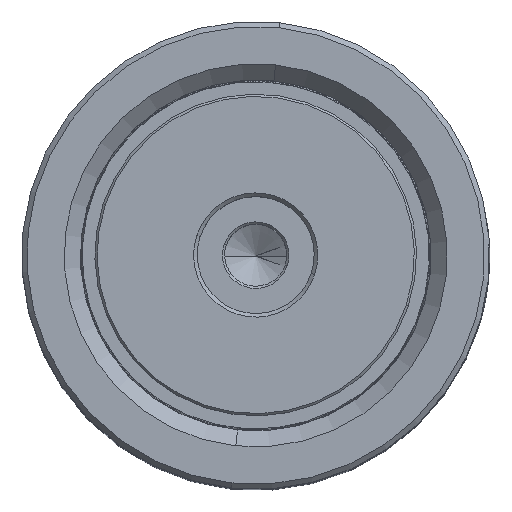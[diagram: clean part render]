
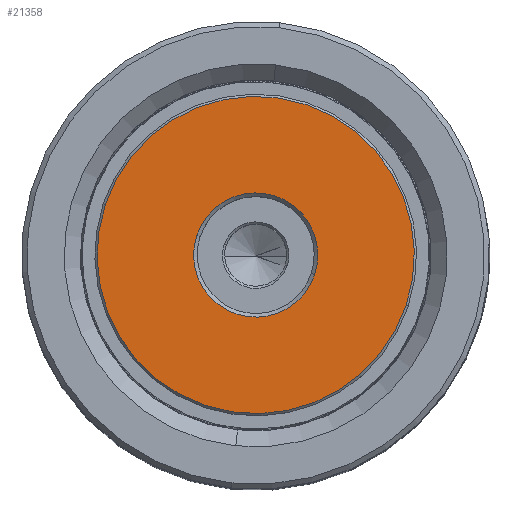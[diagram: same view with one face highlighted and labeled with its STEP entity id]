
A CAD part, top view. The second image highlights one B-rep face of the part: STEP entity #21358.
In plain terms, the highlighted face is planar.
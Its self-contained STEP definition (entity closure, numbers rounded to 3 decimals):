
#316 = AXIS2_PLACEMENT_3D ( 'NONE', #23108, #51020, #41249 ) ;
#587 = DIRECTION ( 'NONE',  ( 1., 0., 0. ) ) ;
#1394 = CIRCLE ( 'NONE', #42517, 21.7 ) ;
#4377 = VERTEX_POINT ( 'NONE', #45734 ) ;
#7637 = VERTEX_POINT ( 'NONE', #56894 ) ;
#9158 = ORIENTED_EDGE ( 'NONE', *, *, #39672, .T. ) ;
#9957 = AXIS2_PLACEMENT_3D ( 'NONE', #35084, #39469, #30753 ) ;
#10023 = CARTESIAN_POINT ( 'NONE',  ( 0., 0., 0. ) ) ;
#10257 = EDGE_CURVE ( 'NONE', #7637, #4377, #1394, .T. ) ;
#10430 = FACE_BOUND ( 'NONE', #25631, .T. ) ;
#12645 = ORIENTED_EDGE ( 'NONE', *, *, #28133, .T. ) ;
#13239 = CARTESIAN_POINT ( 'NONE',  ( -8.5, 0., 0. ) ) ;
#13691 = AXIS2_PLACEMENT_3D ( 'NONE', #16008, #25619, #43932 ) ;
#15695 = CIRCLE ( 'NONE', #33750, 8.5 ) ;
#15717 = CIRCLE ( 'NONE', #316, 21.7 ) ;
#16008 = CARTESIAN_POINT ( 'NONE',  ( 0., 0., 0. ) ) ;
#17354 = CIRCLE ( 'NONE', #9957, 8.5 ) ;
#18384 = VERTEX_POINT ( 'NONE', #13239 ) ;
#18797 = DIRECTION ( 'NONE',  ( 0., 0., 1. ) ) ;
#20122 = ORIENTED_EDGE ( 'NONE', *, *, #10257, .T. ) ;
#21358 = ADVANCED_FACE ( 'NONE', ( #33937, #10430 ), #37765, .F. ) ;
#23108 = CARTESIAN_POINT ( 'NONE',  ( 0., 0., 0. ) ) ;
#25619 = DIRECTION ( 'NONE',  ( 0., 0., 1. ) ) ;
#25631 = EDGE_LOOP ( 'NONE', ( #12645, #42920 ) ) ;
#26012 = CARTESIAN_POINT ( 'NONE',  ( 8.5, 0., 0. ) ) ;
#27667 = VERTEX_POINT ( 'NONE', #26012 ) ;
#28133 = EDGE_CURVE ( 'NONE', #18384, #27667, #17354, .T. ) ;
#30753 = DIRECTION ( 'NONE',  ( 1., 0., 0. ) ) ;
#33750 = AXIS2_PLACEMENT_3D ( 'NONE', #10023, #18797, #587 ) ;
#33937 = FACE_OUTER_BOUND ( 'NONE', #36359, .T. ) ;
#35084 = CARTESIAN_POINT ( 'NONE',  ( 0., 0., 0. ) ) ;
#35381 = DIRECTION ( 'NONE',  ( 1., 0., 0. ) ) ;
#36359 = EDGE_LOOP ( 'NONE', ( #9158, #20122 ) ) ;
#37765 = PLANE ( 'NONE',  #13691 ) ;
#39469 = DIRECTION ( 'NONE',  ( 0., 0., 1. ) ) ;
#39672 = EDGE_CURVE ( 'NONE', #4377, #7637, #15717, .T. ) ;
#39783 = DIRECTION ( 'NONE',  ( 0., 0., -1. ) ) ;
#41249 = DIRECTION ( 'NONE',  ( 1., 0., 0. ) ) ;
#42517 = AXIS2_PLACEMENT_3D ( 'NONE', #58137, #39783, #35381 ) ;
#42920 = ORIENTED_EDGE ( 'NONE', *, *, #46682, .T. ) ;
#43932 = DIRECTION ( 'NONE',  ( 1., 0., 0. ) ) ;
#45734 = CARTESIAN_POINT ( 'NONE',  ( 21.7, 0., 0. ) ) ;
#46682 = EDGE_CURVE ( 'NONE', #27667, #18384, #15695, .T. ) ;
#51020 = DIRECTION ( 'NONE',  ( 0., 0., -1. ) ) ;
#56894 = CARTESIAN_POINT ( 'NONE',  ( -21.7, 0., 0. ) ) ;
#58137 = CARTESIAN_POINT ( 'NONE',  ( 0., 0., 0. ) ) ;
